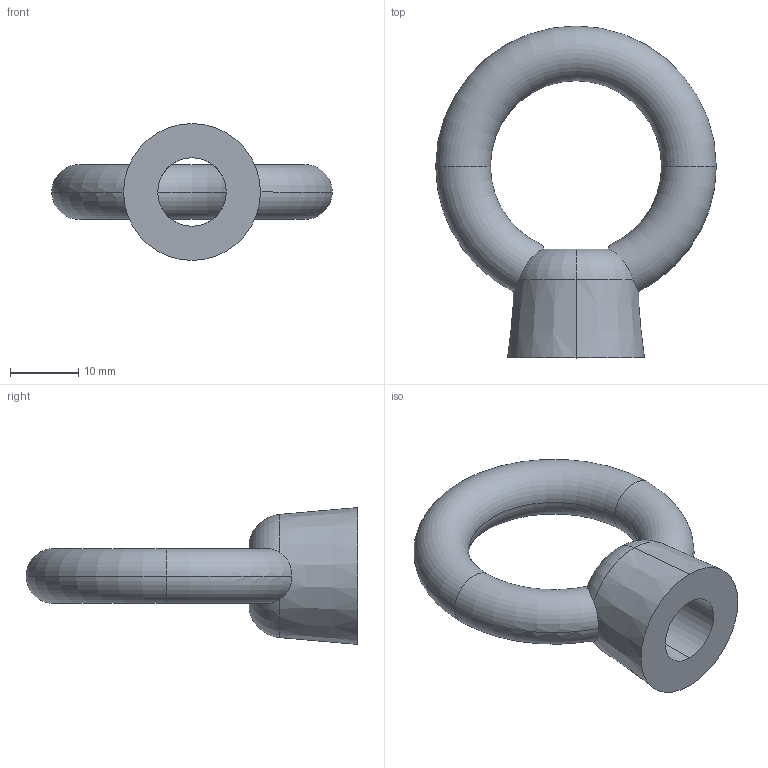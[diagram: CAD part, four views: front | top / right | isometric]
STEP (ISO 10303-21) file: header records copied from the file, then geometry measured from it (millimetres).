
FILE_DESCRIPTION (( 'STEP AP203' ), '1' );
FILE_NAME ('B-132-10.STEP', '2009-10-08T05:21:45', ( ' ' ), ( ' ' ), 'SwSTEP 2.0', 'SolidWorks 2007', '' );
FILE_SCHEMA (( 'CONFIG_CONTROL_DESIGN' ));
Length unit declared in the file: millimetre
Products named in the file (1): B-132-10
Bounding box: 41 x 48.5 x 20 mm (x, y, z)
Volume: 7298.9 mm3; surface area: 3851.3 mm2
Topology: 1 solids, 1 shells, 15 faces, 40 edges, 24 vertices
Faces by surface type: torus 10, cylinder 2, cone 2, plane 1
Entity records: 687 total; most frequent: CARTESIAN_POINT 232, DIRECTION 84, ORIENTED_EDGE 80, EDGE_CURVE 40, AXIS2_PLACEMENT_3D 40, VERTEX_POINT 24, CIRCLE 24, EDGE_LOOP 16
